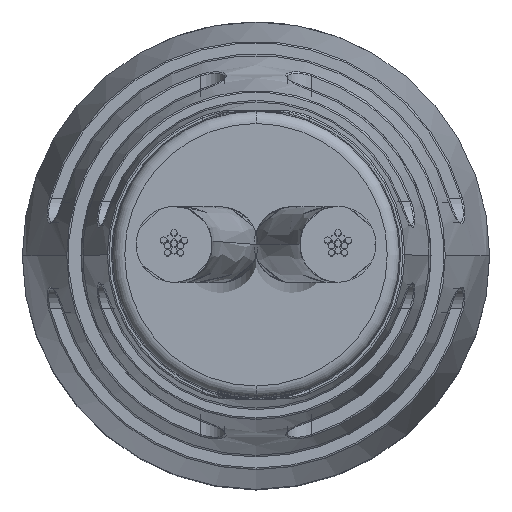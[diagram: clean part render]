
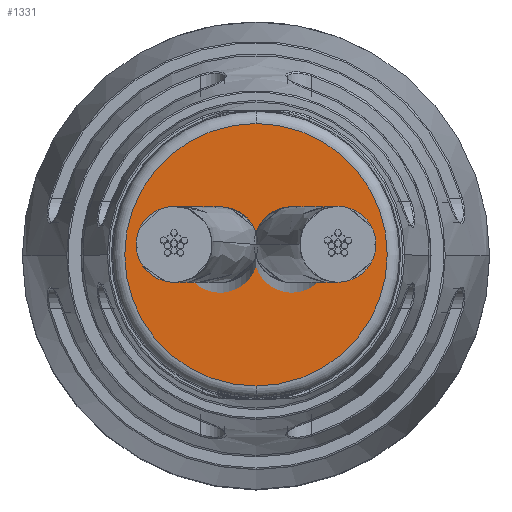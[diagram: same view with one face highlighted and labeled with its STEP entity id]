
A CAD part, top view. The second image highlights one B-rep face of the part: STEP entity #1331.
In plain terms, the highlighted face is planar.
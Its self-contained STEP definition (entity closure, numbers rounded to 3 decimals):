
#1331 = ADVANCED_FACE ( 'NONE', ( #6471 ), #2787, .F. ) ;
#2639 = DIRECTION ( 'NONE',  ( 0., 0., -1. ) ) ;
#2669 = DIRECTION ( 'NONE',  ( 1., 0., 0. ) ) ;
#2721 = CARTESIAN_POINT ( 'NONE',  ( -30., 3.5, 0. ) ) ;
#2787 = PLANE ( 'NONE',  #25447 ) ;
#3341 = AXIS2_PLACEMENT_3D ( 'NONE', #4235, #17789, #18895 ) ;
#3701 = EDGE_LOOP ( 'NONE', ( #7115, #17968 ) ) ;
#4083 = CIRCLE ( 'NONE', #3341, 3.202 ) ;
#4235 = CARTESIAN_POINT ( 'NONE',  ( -30., 0., 0. ) ) ;
#5416 = DIRECTION ( 'NONE',  ( 0., 0., -1. ) ) ;
#5490 = DIRECTION ( 'NONE',  ( -1., 0., 0. ) ) ;
#5512 = CARTESIAN_POINT ( 'NONE',  ( -30., 0., 0. ) ) ;
#6300 = CARTESIAN_POINT ( 'NONE',  ( -30., 0., -3.202 ) ) ;
#6471 = FACE_OUTER_BOUND ( 'NONE', #3701, .T. ) ;
#7115 = ORIENTED_EDGE ( 'NONE', *, *, #14282, .T. ) ;
#14282 = EDGE_CURVE ( 'NONE', #14612, #23171, #4083, .T. ) ;
#14612 = VERTEX_POINT ( 'NONE', #23963 ) ;
#17789 = DIRECTION ( 'NONE',  ( -1., 0., 0. ) ) ;
#17873 = CIRCLE ( 'NONE', #24792, 3.202 ) ;
#17968 = ORIENTED_EDGE ( 'NONE', *, *, #19463, .T. ) ;
#18895 = DIRECTION ( 'NONE',  ( 0., 0., -1. ) ) ;
#19463 = EDGE_CURVE ( 'NONE', #23171, #14612, #17873, .T. ) ;
#23171 = VERTEX_POINT ( 'NONE', #6300 ) ;
#23963 = CARTESIAN_POINT ( 'NONE',  ( -30., 0., 3.202 ) ) ;
#24792 = AXIS2_PLACEMENT_3D ( 'NONE', #5512, #5490, #5416 ) ;
#25447 = AXIS2_PLACEMENT_3D ( 'NONE', #2721, #2669, #2639 ) ;
